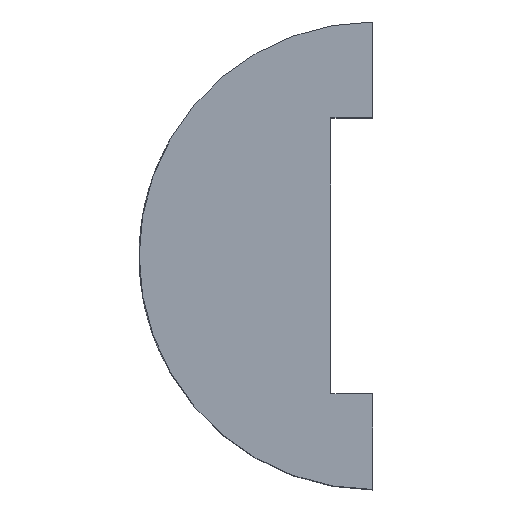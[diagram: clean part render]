
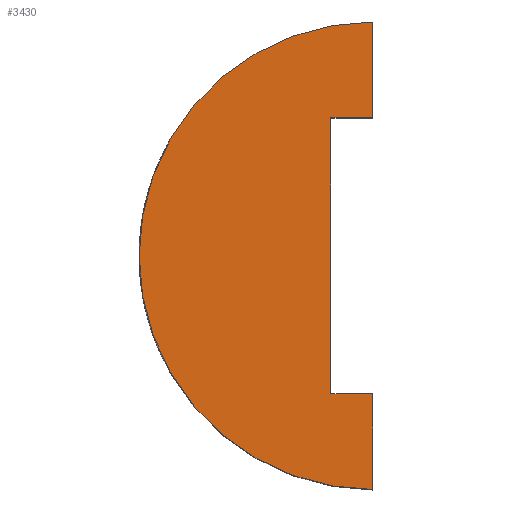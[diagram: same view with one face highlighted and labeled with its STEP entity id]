
A CAD part, top view. The second image highlights one B-rep face of the part: STEP entity #3430.
In plain terms, the highlighted planar face has unit normal (0, 0, 1).
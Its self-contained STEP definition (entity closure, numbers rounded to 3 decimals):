
#47=CIRCLE('',#3593,38.964);
#464=FACE_OUTER_BOUND('',#681,.T.);
#681=EDGE_LOOP('',(#3128,#3129,#3130,#3131,#3132,#3133));
#988=LINE('',#5905,#1319);
#1004=LINE('',#6213,#1335);
#1007=LINE('',#6217,#1338);
#1009=LINE('',#6223,#1340);
#1012=LINE('',#6229,#1343);
#1319=VECTOR('',#4083,10.);
#1335=VECTOR('',#4183,10.);
#1338=VECTOR('',#4188,10.);
#1340=VECTOR('',#4194,10.);
#1343=VECTOR('',#4199,10.);
#1633=VERTEX_POINT('',#5902);
#1634=VERTEX_POINT('',#5904);
#1667=VERTEX_POINT('',#6210);
#1668=VERTEX_POINT('',#6212);
#1670=VERTEX_POINT('',#6222);
#1672=VERTEX_POINT('',#6228);
#2104=EDGE_CURVE('',#1634,#1633,#988,.T.);
#2150=EDGE_CURVE('',#1668,#1667,#1004,.T.);
#2153=EDGE_CURVE('',#1633,#1668,#1007,.T.);
#2155=EDGE_CURVE('',#1670,#1634,#1009,.T.);
#2158=EDGE_CURVE('',#1672,#1670,#1012,.T.);
#2161=EDGE_CURVE('',#1667,#1672,#47,.T.);
#3128=ORIENTED_EDGE('',*,*,#2161,.T.);
#3129=ORIENTED_EDGE('',*,*,#2158,.T.);
#3130=ORIENTED_EDGE('',*,*,#2155,.T.);
#3131=ORIENTED_EDGE('',*,*,#2104,.T.);
#3132=ORIENTED_EDGE('',*,*,#2153,.T.);
#3133=ORIENTED_EDGE('',*,*,#2150,.T.);
#3246=PLANE('',#3594);
#3430=ADVANCED_FACE('',(#464),#3246,.T.);
#3593=AXIS2_PLACEMENT_3D('',#6233,#4205,#4206);
#3594=AXIS2_PLACEMENT_3D('',#6234,#4207,#4208);
#4083=DIRECTION('',(0.,1.,0.));
#4183=DIRECTION('',(0.,1.,0.));
#4188=DIRECTION('',(1.,0.,0.));
#4194=DIRECTION('',(-1.,0.,0.));
#4199=DIRECTION('',(0.,1.,0.));
#4205=DIRECTION('center_axis',(0.,0.,1.));
#4206=DIRECTION('ref_axis',(0.,1.,0.));
#4207=DIRECTION('center_axis',(0.,0.,1.));
#4208=DIRECTION('ref_axis',(1.,0.,0.));
#5902=CARTESIAN_POINT('',(-7.,23.,48.));
#5904=CARTESIAN_POINT('',(-7.,-23.,48.));
#5905=CARTESIAN_POINT('',(-7.,-23.,48.));
#6210=CARTESIAN_POINT('',(0.,38.964,48.));
#6212=CARTESIAN_POINT('',(0.,23.,48.));
#6213=CARTESIAN_POINT('',(0.,23.,48.));
#6217=CARTESIAN_POINT('',(-7.,23.,48.));
#6222=CARTESIAN_POINT('',(0.,-23.,48.));
#6223=CARTESIAN_POINT('',(0.,-23.,48.));
#6228=CARTESIAN_POINT('',(0.,-38.964,48.));
#6229=CARTESIAN_POINT('',(0.,-38.964,48.));
#6233=CARTESIAN_POINT('Origin',(0.,0.,48.));
#6234=CARTESIAN_POINT('Origin',(-14.414,0.,
48.));
